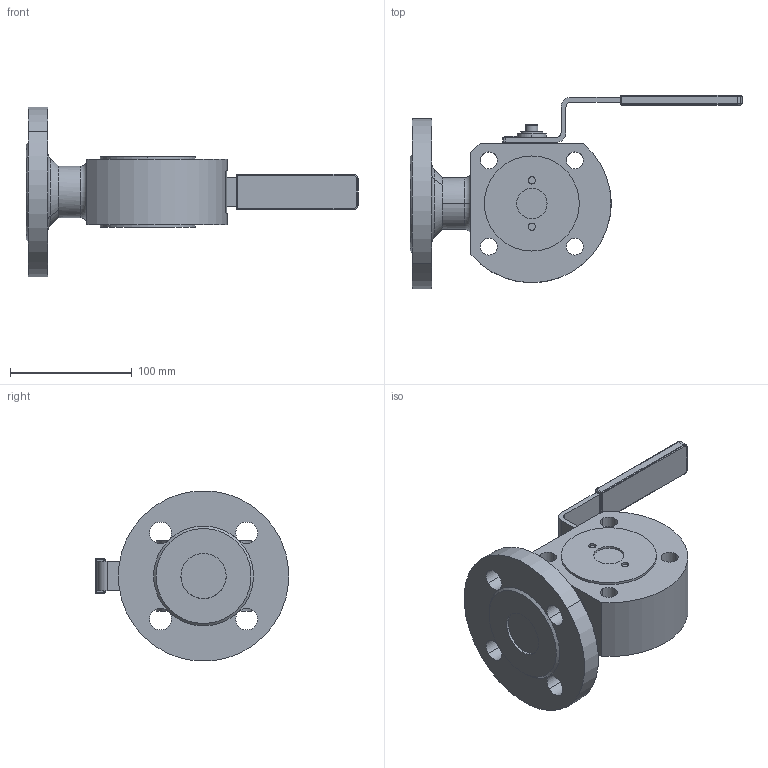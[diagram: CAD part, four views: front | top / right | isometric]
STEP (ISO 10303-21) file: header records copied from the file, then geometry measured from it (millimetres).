
FILE_DESCRIPTION(('STEP AP214'),'1');
FILE_NAME('valve_mw19-3-32.stp','2017-08-08T10:14:09',('TraceParts'),('TraceParts S.A.'),'Spatial InterOp 3D',' ',' ');
FILE_SCHEMA(('automotive_design'));
Length unit declared in the file: millimetre
Products named in the file (1): valve_mw19-3-32
Bounding box: 272.5 x 158.45 x 139.47 mm (x, y, z)
Volume: 931637.2 mm3; surface area: 109667.3 mm2
Topology: 1 solids, 2 shells, 359 faces, 946 edges, 610 vertices
Faces by surface type: plane 203, cylinder 106, cone 20, torus 14, bspline 12, sphere 4
Entity records: 14072 total; most frequent: CARTESIAN_POINT 2261, ORIENTED_EDGE 1864, DIRECTION 1825, EDGE_CURVE 932, LINE 623, VECTOR 623, VERTEX_POINT 610, AXIS2_PLACEMENT_3D 601
